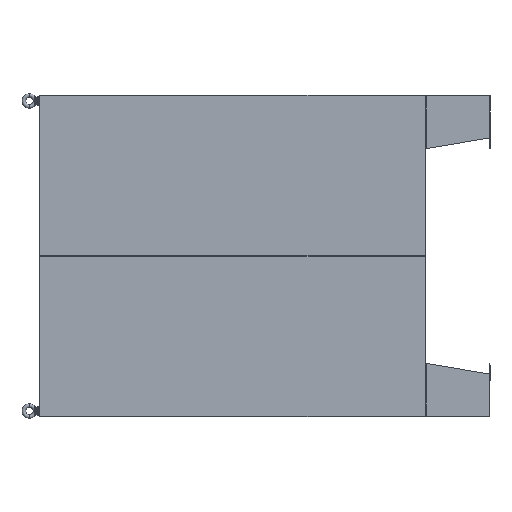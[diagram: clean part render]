
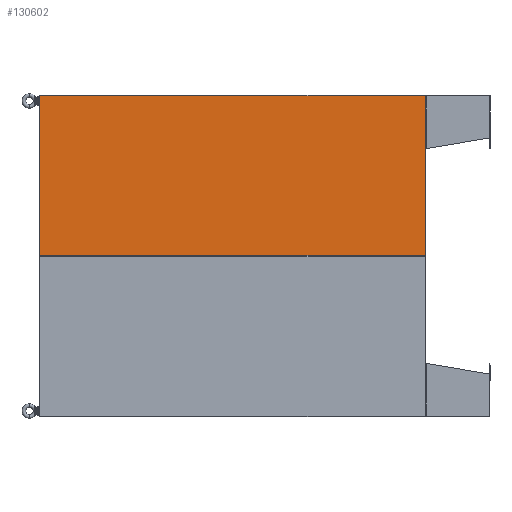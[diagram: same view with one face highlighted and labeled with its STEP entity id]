
A CAD part, left-side view. The second image highlights one B-rep face of the part: STEP entity #130602.
In plain terms, the highlighted face is planar.
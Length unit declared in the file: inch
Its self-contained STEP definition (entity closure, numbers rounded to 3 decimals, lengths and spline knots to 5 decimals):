
#1010 = CARTESIAN_POINT ( 'NONE',  ( -29.8885, 0., -35.9675 ) ) ;
#5762 = VECTOR ( 'NONE', #29582, 39.37008 ) ;
#9116 = ORIENTED_EDGE ( 'NONE', *, *, #72047, .T. ) ;
#17313 = ORIENTED_EDGE ( 'NONE', *, *, #155810, .T. ) ;
#20349 = DIRECTION ( 'NONE',  ( 0., 1., 0. ) ) ;
#26043 = CARTESIAN_POINT ( 'NONE',  ( -30.0315, 0., 35.9675 ) ) ;
#28208 = LINE ( 'NONE', #209195, #199686 ) ;
#29582 = DIRECTION ( 'NONE',  ( 1., 0., 0. ) ) ;
#39873 = CARTESIAN_POINT ( 'NONE',  ( -30.0315, 0., 0. ) ) ;
#40081 = VERTEX_POINT ( 'NONE', #142012 ) ;
#48868 = VERTEX_POINT ( 'NONE', #74098 ) ;
#63845 = VECTOR ( 'NONE', #65184, 39.37008 ) ;
#65184 = DIRECTION ( 'NONE',  ( -1., 0., 0. ) ) ;
#71264 = EDGE_CURVE ( 'NONE', #109264, #196449, #28208, .T. ) ;
#71803 = DIRECTION ( 'NONE',  ( 1., 0., 0. ) ) ;
#72047 = EDGE_CURVE ( 'NONE', #48868, #109264, #144791, .T. ) ;
#73566 = AXIS2_PLACEMENT_3D ( 'NONE', #39873, #20349, #71803 ) ;
#74098 = CARTESIAN_POINT ( 'NONE',  ( -0.143, 0., -35.9675 ) ) ;
#76910 = DIRECTION ( 'NONE',  ( 0., 0., 1. ) ) ;
#102031 = ORIENTED_EDGE ( 'NONE', *, *, #156502, .T. ) ;
#109264 = VERTEX_POINT ( 'NONE', #1010 ) ;
#114700 = CARTESIAN_POINT ( 'NONE',  ( -30.0315, 0., -35.9675 ) ) ;
#130602 = ADVANCED_FACE ( 'NONE', ( #163848 ), #153386, .T. ) ;
#142012 = CARTESIAN_POINT ( 'NONE',  ( -0.143, 0., 35.9675 ) ) ;
#144791 = LINE ( 'NONE', #114700, #63845 ) ;
#153386 = PLANE ( 'NONE',  #73566 ) ;
#154019 = LINE ( 'NONE', #26043, #5762 ) ;
#154197 = DIRECTION ( 'NONE',  ( 0., 0., -1. ) ) ;
#155810 = EDGE_CURVE ( 'NONE', #40081, #48868, #206301, .T. ) ;
#156502 = EDGE_CURVE ( 'NONE', #196449, #40081, #154019, .T. ) ;
#162253 = VECTOR ( 'NONE', #154197, 39.37008 ) ;
#163848 = FACE_OUTER_BOUND ( 'NONE', #178486, .T. ) ;
#173797 = ORIENTED_EDGE ( 'NONE', *, *, #71264, .T. ) ;
#178486 = EDGE_LOOP ( 'NONE', ( #9116, #173797, #102031, #17313 ) ) ;
#186642 = CARTESIAN_POINT ( 'NONE',  ( -0.143, 0., 0. ) ) ;
#196449 = VERTEX_POINT ( 'NONE', #199179 ) ;
#199179 = CARTESIAN_POINT ( 'NONE',  ( -29.8885, 0., 35.9675 ) ) ;
#199686 = VECTOR ( 'NONE', #76910, 39.37008 ) ;
#206301 = LINE ( 'NONE', #186642, #162253 ) ;
#209195 = CARTESIAN_POINT ( 'NONE',  ( -29.8885, 0., 0. ) ) ;
